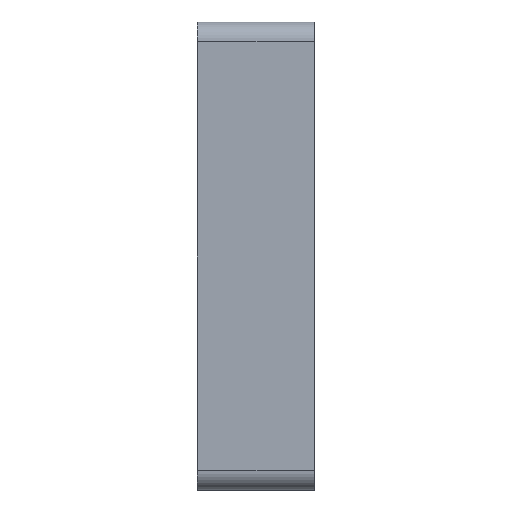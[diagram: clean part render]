
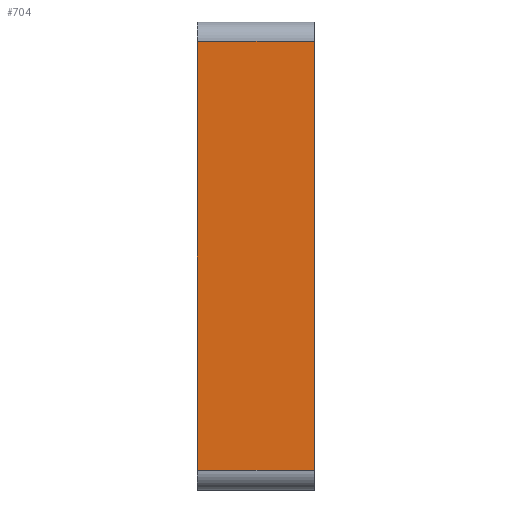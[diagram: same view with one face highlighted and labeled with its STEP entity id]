
A CAD part, left-side view. The second image highlights one B-rep face of the part: STEP entity #704.
In plain terms, the highlighted planar face has unit normal (-1, 0, 0).
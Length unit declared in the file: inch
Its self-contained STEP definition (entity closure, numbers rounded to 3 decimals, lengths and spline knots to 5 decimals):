
#69 = CARTESIAN_POINT ( 'NONE',  ( -1.5, 0.375, 1.5 ) ) ;
#88 = FACE_OUTER_BOUND ( 'NONE', #2086, .T. ) ;
#129 = VECTOR ( 'NONE', #3857, 39.37008 ) ;
#172 = CARTESIAN_POINT ( 'NONE',  ( -1.5, -0.375, 1.375 ) ) ;
#413 = VERTEX_POINT ( 'NONE', #2181 ) ;
#492 = DIRECTION ( 'NONE',  ( 0., -1., 0. ) ) ;
#672 = ORIENTED_EDGE ( 'NONE', *, *, #2784, .T. ) ;
#681 = PLANE ( 'NONE',  #1585 ) ;
#704 = ADVANCED_FACE ( 'NONE', ( #88 ), #681, .F. ) ;
#811 = LINE ( 'NONE', #2013, #2167 ) ;
#828 = EDGE_CURVE ( 'NONE', #3367, #3489, #2279, .T. ) ;
#840 = CARTESIAN_POINT ( 'NONE',  ( -1.5, 0.375, 1.5 ) ) ;
#1001 = LINE ( 'NONE', #3777, #3318 ) ;
#1006 = CARTESIAN_POINT ( 'NONE',  ( -1.5, 0.375, -1.375 ) ) ;
#1047 = CARTESIAN_POINT ( 'NONE',  ( -1.5, 0.375, 1.375 ) ) ;
#1063 = EDGE_CURVE ( 'NONE', #3367, #413, #1355, .T. ) ;
#1355 = LINE ( 'NONE', #3570, #3889 ) ;
#1528 = ORIENTED_EDGE ( 'NONE', *, *, #2245, .T. ) ;
#1585 = AXIS2_PLACEMENT_3D ( 'NONE', #69, #3719, #2841 ) ;
#1642 = DIRECTION ( 'NONE',  ( 0., 0., 1. ) ) ;
#1767 = ORIENTED_EDGE ( 'NONE', *, *, #1063, .T. ) ;
#2013 = CARTESIAN_POINT ( 'NONE',  ( -1.5, 0.375, 1.375 ) ) ;
#2033 = DIRECTION ( 'NONE',  ( 0., 1., 0. ) ) ;
#2086 = EDGE_LOOP ( 'NONE', ( #2696, #1767, #1528, #672 ) ) ;
#2167 = VECTOR ( 'NONE', #2033, 39.37008 ) ;
#2181 = CARTESIAN_POINT ( 'NONE',  ( -1.5, -0.375, -1.375 ) ) ;
#2245 = EDGE_CURVE ( 'NONE', #413, #3666, #1001, .T. ) ;
#2279 = LINE ( 'NONE', #840, #129 ) ;
#2696 = ORIENTED_EDGE ( 'NONE', *, *, #828, .F. ) ;
#2784 = EDGE_CURVE ( 'NONE', #3666, #3489, #811, .T. ) ;
#2841 = DIRECTION ( 'NONE',  ( 0., 0., -1. ) ) ;
#3318 = VECTOR ( 'NONE', #1642, 39.37008 ) ;
#3367 = VERTEX_POINT ( 'NONE', #1006 ) ;
#3489 = VERTEX_POINT ( 'NONE', #1047 ) ;
#3570 = CARTESIAN_POINT ( 'NONE',  ( -1.5, 0.375, -1.375 ) ) ;
#3666 = VERTEX_POINT ( 'NONE', #172 ) ;
#3719 = DIRECTION ( 'NONE',  ( 1., 0., 0. ) ) ;
#3777 = CARTESIAN_POINT ( 'NONE',  ( -1.5, -0.375, 1.5 ) ) ;
#3857 = DIRECTION ( 'NONE',  ( 0., 0., 1. ) ) ;
#3889 = VECTOR ( 'NONE', #492, 39.37008 ) ;
